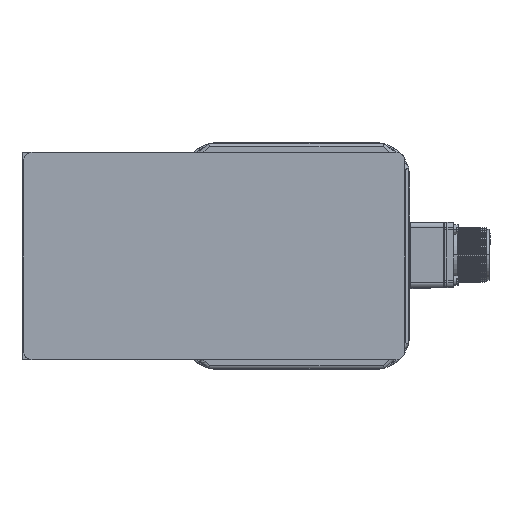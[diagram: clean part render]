
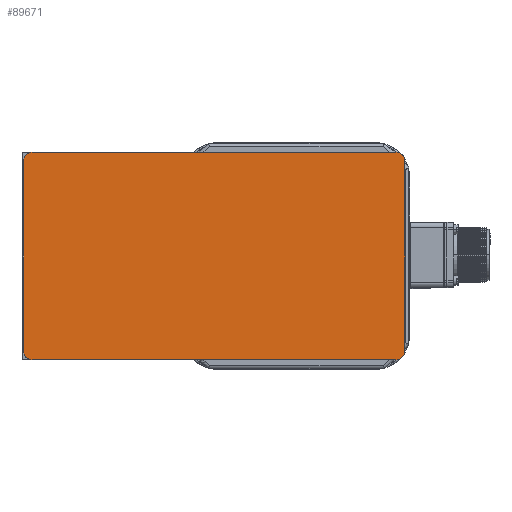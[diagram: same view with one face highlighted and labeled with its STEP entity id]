
A CAD part, front view. The second image highlights one B-rep face of the part: STEP entity #89671.
In plain terms, the highlighted face is planar.
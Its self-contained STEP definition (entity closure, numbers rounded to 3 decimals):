
#2360 = CIRCLE ( 'NONE', #144895, 5. ) ;
#2957 = CARTESIAN_POINT ( 'NONE',  ( -60.001, -40., -114. ) ) ;
#4074 = VECTOR ( 'NONE', #66526, 1000. ) ;
#6623 = EDGE_CURVE ( 'NONE', #66207, #66294, #25330, .T. ) ;
#9130 = CARTESIAN_POINT ( 'NONE',  ( -55.001, 175., -114. ) ) ;
#14494 = ORIENTED_EDGE ( 'NONE', *, *, #78607, .T. ) ;
#22062 = LINE ( 'NONE', #80304, #115636 ) ;
#23148 = CARTESIAN_POINT ( 'NONE',  ( 55., -45., -114. ) ) ;
#23633 = CARTESIAN_POINT ( 'NONE',  ( 60., -40., -114. ) ) ;
#25330 = CIRCLE ( 'NONE', #105051, 5. ) ;
#28352 = ORIENTED_EDGE ( 'NONE', *, *, #76088, .T. ) ;
#30880 = DIRECTION ( 'NONE',  ( 0., 0., -1. ) ) ;
#33679 = CARTESIAN_POINT ( 'NONE',  ( 55., -40., -114. ) ) ;
#35962 = DIRECTION ( 'NONE',  ( 0., 0., -1. ) ) ;
#39241 = EDGE_CURVE ( 'NONE', #127804, #125663, #2360, .T. ) ;
#42277 = AXIS2_PLACEMENT_3D ( 'NONE', #33679, #127498, #114632 ) ;
#43108 = CARTESIAN_POINT ( 'NONE',  ( -55.001, -45., -114. ) ) ;
#43208 = LINE ( 'NONE', #77984, #144941 ) ;
#43658 = VERTEX_POINT ( 'NONE', #43108 ) ;
#46561 = CARTESIAN_POINT ( 'NONE',  ( -55.001, -40., -114. ) ) ;
#50330 = VERTEX_POINT ( 'NONE', #2957 ) ;
#53054 = CARTESIAN_POINT ( 'NONE',  ( -60.001, 170., -114. ) ) ;
#54674 = ORIENTED_EDGE ( 'NONE', *, *, #131291, .T. ) ;
#59758 = DIRECTION ( 'NONE',  ( 0., -1., 0. ) ) ;
#59779 = DIRECTION ( 'NONE',  ( 0., 0., -1. ) ) ;
#62413 = CARTESIAN_POINT ( 'NONE',  ( 55., 170., -114. ) ) ;
#65055 = ORIENTED_EDGE ( 'NONE', *, *, #78299, .T. ) ;
#66207 = VERTEX_POINT ( 'NONE', #53054 ) ;
#66294 = VERTEX_POINT ( 'NONE', #9130 ) ;
#66526 = DIRECTION ( 'NONE',  ( 0., 1., 0. ) ) ;
#70476 = ORIENTED_EDGE ( 'NONE', *, *, #39241, .T. ) ;
#71118 = CARTESIAN_POINT ( 'NONE',  ( -55.001, 170., -114. ) ) ;
#71405 = EDGE_CURVE ( 'NONE', #66294, #75814, #22062, .T. ) ;
#73196 = CIRCLE ( 'NONE', #92611, 5. ) ;
#75514 = CARTESIAN_POINT ( 'NONE',  ( 55., -40., -114. ) ) ;
#75814 = VERTEX_POINT ( 'NONE', #144397 ) ;
#76088 = EDGE_CURVE ( 'NONE', #75814, #98250, #103372, .T. ) ;
#77984 = CARTESIAN_POINT ( 'NONE',  ( 55., -45., -114. ) ) ;
#78299 = EDGE_CURVE ( 'NONE', #125663, #43658, #43208, .T. ) ;
#78607 = EDGE_CURVE ( 'NONE', #98250, #127804, #95322, .T. ) ;
#80304 = CARTESIAN_POINT ( 'NONE',  ( -55.001, 175., -114. ) ) ;
#81343 = PLANE ( 'NONE',  #42277 ) ;
#82119 = DIRECTION ( 'NONE',  ( -1., 0., 0. ) ) ;
#84708 = CARTESIAN_POINT ( 'NONE',  ( 60., 170., -114. ) ) ;
#84710 = ORIENTED_EDGE ( 'NONE', *, *, #6623, .T. ) ;
#89671 = ADVANCED_FACE ( 'NONE', ( #138092 ), #81343, .T. ) ;
#92611 = AXIS2_PLACEMENT_3D ( 'NONE', #46561, #35962, #82119 ) ;
#92719 = EDGE_LOOP ( 'NONE', ( #70476, #65055, #54674, #139475, #84710, #93886, #28352, #14494 ) ) ;
#93886 = ORIENTED_EDGE ( 'NONE', *, *, #71405, .T. ) ;
#95322 = LINE ( 'NONE', #84708, #113508 ) ;
#96827 = DIRECTION ( 'NONE',  ( -1., 0., 0. ) ) ;
#97738 = DIRECTION ( 'NONE',  ( -1., 0., 0. ) ) ;
#98250 = VERTEX_POINT ( 'NONE', #120284 ) ;
#103372 = CIRCLE ( 'NONE', #142056, 5. ) ;
#105051 = AXIS2_PLACEMENT_3D ( 'NONE', #71118, #59779, #96827 ) ;
#108587 = DIRECTION ( 'NONE',  ( 0., 0., -1. ) ) ;
#113508 = VECTOR ( 'NONE', #59758, 1000. ) ;
#114632 = DIRECTION ( 'NONE',  ( -1., 0., 0. ) ) ;
#115636 = VECTOR ( 'NONE', #135575, 1000. ) ;
#120284 = CARTESIAN_POINT ( 'NONE',  ( 60., 170., -114. ) ) ;
#125663 = VERTEX_POINT ( 'NONE', #23148 ) ;
#127498 = DIRECTION ( 'NONE',  ( 0., 0., -1. ) ) ;
#127804 = VERTEX_POINT ( 'NONE', #23633 ) ;
#131291 = EDGE_CURVE ( 'NONE', #43658, #50330, #73196, .T. ) ;
#135575 = DIRECTION ( 'NONE',  ( 1., 0., 0. ) ) ;
#136178 = LINE ( 'NONE', #147538, #4074 ) ;
#137259 = EDGE_CURVE ( 'NONE', #50330, #66207, #136178, .T. ) ;
#138092 = FACE_OUTER_BOUND ( 'NONE', #92719, .T. ) ;
#139475 = ORIENTED_EDGE ( 'NONE', *, *, #137259, .T. ) ;
#142056 = AXIS2_PLACEMENT_3D ( 'NONE', #62413, #108587, #143393 ) ;
#143393 = DIRECTION ( 'NONE',  ( -1., 0., 0. ) ) ;
#144397 = CARTESIAN_POINT ( 'NONE',  ( 55., 175., -114. ) ) ;
#144895 = AXIS2_PLACEMENT_3D ( 'NONE', #75514, #30880, #145179 ) ;
#144941 = VECTOR ( 'NONE', #97738, 1000. ) ;
#145179 = DIRECTION ( 'NONE',  ( -1., 0., 0. ) ) ;
#147538 = CARTESIAN_POINT ( 'NONE',  ( -60.001, -40., -114. ) ) ;
